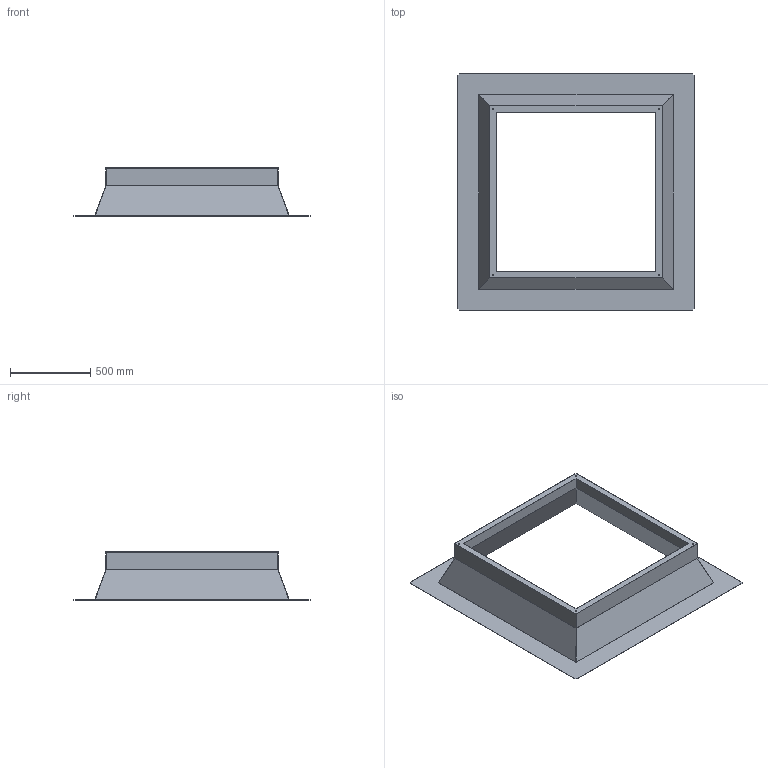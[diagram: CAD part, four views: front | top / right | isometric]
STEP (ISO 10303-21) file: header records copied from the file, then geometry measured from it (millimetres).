
FILE_DESCRIPTION (( 'STEP AP203' ), '1' );
FILE_NAME ('5PB8000_RD-PURLIN BOX_80-90FCP.STEP', '2022-02-22T13:38:29', ( '' ), ( '' ), 'SwSTEP 2.0', 'SolidWorks 2018', '' );
FILE_SCHEMA (( 'CONFIG_CONTROL_DESIGN' ));
Length unit declared in the file: millimetre
Products named in the file (1): 5PB8000_RD-PURLIN BOX_80-90FCP
Bounding box: 1470 x 1470 x 300 mm (x, y, z)
Volume: 3370359.5 mm3; surface area: 4508690.3 mm2
Topology: 1 solids, 1 shells, 36 faces, 92 edges, 60 vertices
Faces by surface type: plane 32, cylinder 4
Full cylindrical faces by diameter (mm): 8 x4
Entity records: 1113 total; most frequent: CARTESIAN_POINT 177, ORIENTED_EDGE 168, DIRECTION 166, EDGE_CURVE 84, VECTOR 76, LINE 76, VERTEX_POINT 56, EDGE_LOOP 52
